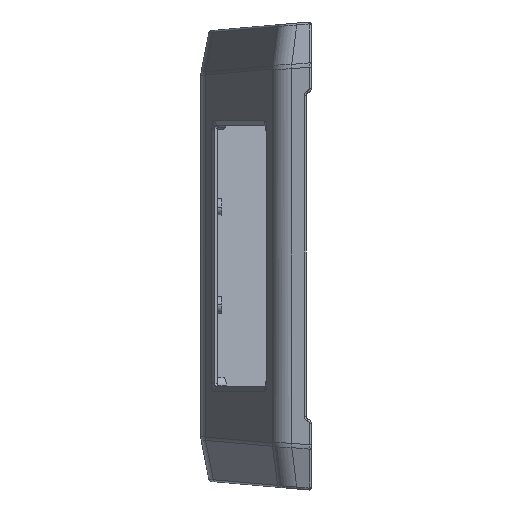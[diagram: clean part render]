
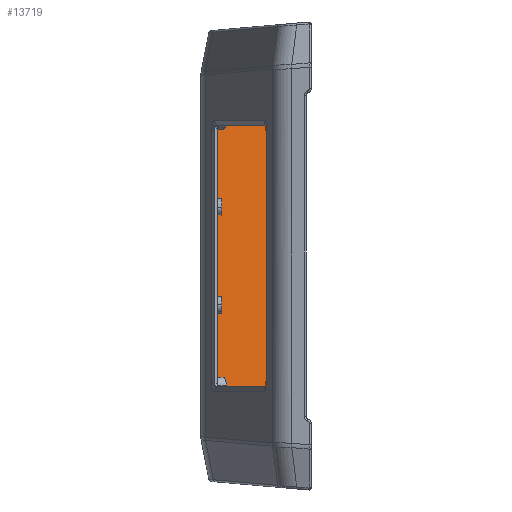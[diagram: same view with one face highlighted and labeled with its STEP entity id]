
A CAD part, left-side view. The second image highlights one B-rep face of the part: STEP entity #13719.
In plain terms, the highlighted planar face has unit normal (-0.985, -0.174, 0).
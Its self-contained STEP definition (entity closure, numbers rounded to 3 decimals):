
#19 = EDGE_CURVE ( 'NONE', #2953, #4755, #7691, .T. ) ;
#51 = CARTESIAN_POINT ( 'NONE',  ( 297.316, 0.826, 100.785 ) ) ;
#109 = EDGE_CURVE ( 'NONE', #6566, #413, #13897, .T. ) ;
#127 = CARTESIAN_POINT ( 'NONE',  ( 297.074, 2.196, 99.291 ) ) ;
#159 = CARTESIAN_POINT ( 'NONE',  ( 297.316, 0.826, -100.785 ) ) ;
#194 = CARTESIAN_POINT ( 'NONE',  ( 295.882, 8.955, -98.7 ) ) ;
#394 = FACE_OUTER_BOUND ( 'NONE', #5544, .T. ) ;
#413 = VERTEX_POINT ( 'NONE', #1455 ) ;
#421 = DIRECTION ( 'NONE',  ( 0., 0., 1. ) ) ;
#527 = CARTESIAN_POINT ( 'NONE',  ( 297.851, -2.212, 112.395 ) ) ;
#666 = VERTEX_POINT ( 'NONE', #9212 ) ;
#774 = VECTOR ( 'NONE', #11231, 1000. ) ;
#940 = ORIENTED_EDGE ( 'NONE', *, *, #19, .T. ) ;
#1004 = LINE ( 'NONE', #4112, #12848 ) ;
#1302 = DIRECTION ( 'NONE',  ( -0.173, 0.981, 0.086 ) ) ;
#1399 = DIRECTION ( 'NONE',  ( 0.174, -0.985, 0. ) ) ;
#1455 = CARTESIAN_POINT ( 'NONE',  ( 297.316, 0.826, 112.129 ) ) ;
#1470 = PLANE ( 'NONE',  #4293 ) ;
#1492 = LINE ( 'NONE', #13477, #10989 ) ;
#1503 = CARTESIAN_POINT ( 'NONE',  ( 294.142, 18.826, -93.763 ) ) ;
#1657 = CARTESIAN_POINT ( 'NONE',  ( 297.316, 0.826, 100.785 ) ) ;
#1684 = VECTOR ( 'NONE', #12228, 1000. ) ;
#1811 = EDGE_CURVE ( 'NONE', #4755, #3323, #10080, .T. ) ;
#2037 = ORIENTED_EDGE ( 'NONE', *, *, #11168, .F. ) ;
#2327 = EDGE_CURVE ( 'NONE', #3323, #14013, #12046, .T. ) ;
#2398 = CARTESIAN_POINT ( 'NONE',  ( 287.715, 55.275, -107.366 ) ) ;
#2399 = CARTESIAN_POINT ( 'NONE',  ( 293.891, 20.251, -110.43 ) ) ;
#2469 = CARTESIAN_POINT ( 'NONE',  ( 294.857, 14.769, -98.191 ) ) ;
#2479 = VERTEX_POINT ( 'NONE', #3180 ) ;
#2506 = DIRECTION ( 'NONE',  ( -0.985, -0.174, 0. ) ) ;
#2541 = CARTESIAN_POINT ( 'NONE',  ( 287.694, 55.395, -107.326 ) ) ;
#2666 = CARTESIAN_POINT ( 'NONE',  ( 295.912, 8.785, 98.714 ) ) ;
#2808 = EDGE_CURVE ( 'NONE', #11460, #5951, #6224, .T. ) ;
#2863 = ORIENTED_EDGE ( 'NONE', *, *, #4922, .F. ) ;
#2909 =( BOUNDED_CURVE ( )  B_SPLINE_CURVE ( 3, ( #6848, #2398, #9075, #2541 ),
 .UNSPECIFIED., .F., .T. ) 
 B_SPLINE_CURVE_WITH_KNOTS ( ( 4, 4 ),
 ( 0.061, 0.147 ),
 .UNSPECIFIED. ) 
 CURVE ( )  GEOMETRIC_REPRESENTATION_ITEM ( )  RATIONAL_B_SPLINE_CURVE ( ( 1., 0.999, 0.999, 1. ) ) 
 REPRESENTATION_ITEM ( '' )  );
#2953 = VERTEX_POINT ( 'NONE', #159 ) ;
#3130 = ORIENTED_EDGE ( 'NONE', *, *, #2327, .T. ) ;
#3157 = ORIENTED_EDGE ( 'NONE', *, *, #8292, .T. ) ;
#3170 = LINE ( 'NONE', #5584, #1684 ) ;
#3180 = CARTESIAN_POINT ( 'NONE',  ( 287.725, 55.217, 107.371 ) ) ;
#3286 =( BOUNDED_CURVE ( )  B_SPLINE_CURVE ( 3, ( #13875, #11496, #8379, #7214 ),
 .UNSPECIFIED., .F., .T. ) 
 B_SPLINE_CURVE_WITH_KNOTS ( ( 4, 4 ),
 ( 0., 1.484 ),
 .UNSPECIFIED. ) 
 CURVE ( )  GEOMETRIC_REPRESENTATION_ITEM ( )  RATIONAL_B_SPLINE_CURVE ( ( 1., 0.825, 0.825, 1. ) ) 
 REPRESENTATION_ITEM ( '' )  );
#3323 = VERTEX_POINT ( 'NONE', #11305 ) ;
#3327 = LINE ( 'NONE', #2399, #11874 ) ;
#3493 = CARTESIAN_POINT ( 'NONE',  ( 297.074, 2.196, 99.291 ) ) ;
#3538 = CARTESIAN_POINT ( 'NONE',  ( 295.912, 8.785, -98.714 ) ) ;
#3684 = CARTESIAN_POINT ( 'NONE',  ( 287.694, 55.395, 107.326 ) ) ;
#3756 = ORIENTED_EDGE ( 'NONE', *, *, #11570, .T. ) ;
#3874 =( BOUNDED_CURVE ( )  B_SPLINE_CURVE ( 3, ( #127, #6828, #11236, #51 ),
 .UNSPECIFIED., .F., .T. ) 
 B_SPLINE_CURVE_WITH_KNOTS ( ( 4, 4 ),
 ( 4.8, 6.283 ),
 .UNSPECIFIED. ) 
 CURVE ( )  GEOMETRIC_REPRESENTATION_ITEM ( )  RATIONAL_B_SPLINE_CURVE ( ( 1., 0.825, 0.825, 1. ) ) 
 REPRESENTATION_ITEM ( '' )  );
#3910 = EDGE_CURVE ( 'NONE', #9755, #666, #3327, .T. ) ;
#3991 = VECTOR ( 'NONE', #5216, 1000. ) ;
#4112 = CARTESIAN_POINT ( 'NONE',  ( 297.044, 2.365, 99.276 ) ) ;
#4293 = AXIS2_PLACEMENT_3D ( 'NONE', #11288, #2506, #1399 ) ;
#4298 = ORIENTED_EDGE ( 'NONE', *, *, #5110, .T. ) ;
#4383 = CARTESIAN_POINT ( 'NONE',  ( 287.694, 55.395, -107.326 ) ) ;
#4648 = VECTOR ( 'NONE', #11442, 1000. ) ;
#4755 = VERTEX_POINT ( 'NONE', #11580 ) ;
#4893 = CARTESIAN_POINT ( 'NONE',  ( 287.705, 55.334, 107.351 ) ) ;
#4922 = EDGE_CURVE ( 'NONE', #5951, #2479, #14286, .T. ) ;
#4973 = EDGE_CURVE ( 'NONE', #8317, #7082, #1004, .T. ) ;
#5110 = EDGE_CURVE ( 'NONE', #7082, #6566, #3874, .T. ) ;
#5210 = CARTESIAN_POINT ( 'NONE',  ( 287.694, 55.395, 133.35 ) ) ;
#5216 = DIRECTION ( 'NONE',  ( 0.173, -0.981, 0.086 ) ) ;
#5377 = CARTESIAN_POINT ( 'NONE',  ( 297.316, 0.826, -100.785 ) ) ;
#5544 = EDGE_LOOP ( 'NONE', ( #5827, #3756, #940, #10963, #3130, #3157, #12955, #12144, #4298, #12790, #2037, #2863, #11351, #8980 ) ) ;
#5584 = CARTESIAN_POINT ( 'NONE',  ( 297.316, 0.826, -100.785 ) ) ;
#5764 = CARTESIAN_POINT ( 'NONE',  ( 294.142, 18.826, -87.756 ) ) ;
#5827 = ORIENTED_EDGE ( 'NONE', *, *, #3910, .F. ) ;
#5951 = VERTEX_POINT ( 'NONE', #11212 ) ;
#6224 = LINE ( 'NONE', #5210, #7228 ) ;
#6531 = CARTESIAN_POINT ( 'NONE',  ( 297.218, 1.38, -99.362 ) ) ;
#6566 = VERTEX_POINT ( 'NONE', #1657 ) ;
#6828 = CARTESIAN_POINT ( 'NONE',  ( 297.218, 1.38, 99.362 ) ) ;
#6848 = CARTESIAN_POINT ( 'NONE',  ( 287.725, 55.217, -107.371 ) ) ;
#7082 = VERTEX_POINT ( 'NONE', #3493 ) ;
#7214 = CARTESIAN_POINT ( 'NONE',  ( 295.912, 8.785, 98.714 ) ) ;
#7228 = VECTOR ( 'NONE', #10836, 1000. ) ;
#7691 =( BOUNDED_CURVE ( )  B_SPLINE_CURVE ( 3, ( #5377, #13106, #6531, #10932 ),
 .UNSPECIFIED., .F., .T. ) 
 B_SPLINE_CURVE_WITH_KNOTS ( ( 4, 4 ),
 ( 3.142, 4.625 ),
 .UNSPECIFIED. ) 
 CURVE ( )  GEOMETRIC_REPRESENTATION_ITEM ( )  RATIONAL_B_SPLINE_CURVE ( ( 1., 0.825, 0.825, 1. ) ) 
 REPRESENTATION_ITEM ( '' )  );
#8292 = EDGE_CURVE ( 'NONE', #14013, #12173, #1492, .T. ) ;
#8315 = LINE ( 'NONE', #527, #3991 ) ;
#8317 = VERTEX_POINT ( 'NONE', #2666 ) ;
#8379 = CARTESIAN_POINT ( 'NONE',  ( 294.857, 14.769, 98.191 ) ) ;
#8980 = ORIENTED_EDGE ( 'NONE', *, *, #13400, .F. ) ;
#9075 = CARTESIAN_POINT ( 'NONE',  ( 287.705, 55.334, -107.351 ) ) ;
#9212 = CARTESIAN_POINT ( 'NONE',  ( 287.725, 55.217, -107.371 ) ) ;
#9289 = CARTESIAN_POINT ( 'NONE',  ( 287.715, 55.275, 107.366 ) ) ;
#9419 = CARTESIAN_POINT ( 'NONE',  ( 294.142, 18.826, 87.756 ) ) ;
#9755 = VERTEX_POINT ( 'NONE', #13320 ) ;
#10080 = LINE ( 'NONE', #194, #774 ) ;
#10836 = DIRECTION ( 'NONE',  ( 0., 0., 1. ) ) ;
#10932 = CARTESIAN_POINT ( 'NONE',  ( 297.074, 2.196, -99.291 ) ) ;
#10963 = ORIENTED_EDGE ( 'NONE', *, *, #1811, .T. ) ;
#10989 = VECTOR ( 'NONE', #421, 1000. ) ;
#11168 = EDGE_CURVE ( 'NONE', #2479, #413, #8315, .T. ) ;
#11212 = CARTESIAN_POINT ( 'NONE',  ( 287.694, 55.395, 107.326 ) ) ;
#11231 = DIRECTION ( 'NONE',  ( -0.173, 0.981, 0.086 ) ) ;
#11236 = CARTESIAN_POINT ( 'NONE',  ( 297.316, 0.826, 99.966 ) ) ;
#11288 = CARTESIAN_POINT ( 'NONE',  ( 297.538, -0.434, 133.35 ) ) ;
#11305 = CARTESIAN_POINT ( 'NONE',  ( 295.912, 8.785, -98.714 ) ) ;
#11351 = ORIENTED_EDGE ( 'NONE', *, *, #2808, .F. ) ;
#11442 = DIRECTION ( 'NONE',  ( 0., 0., 1. ) ) ;
#11460 = VERTEX_POINT ( 'NONE', #4383 ) ;
#11496 = CARTESIAN_POINT ( 'NONE',  ( 294.142, 18.826, 93.763 ) ) ;
#11549 = CARTESIAN_POINT ( 'NONE',  ( 287.725, 55.217, 107.371 ) ) ;
#11570 = EDGE_CURVE ( 'NONE', #9755, #2953, #3170, .T. ) ;
#11580 = CARTESIAN_POINT ( 'NONE',  ( 297.074, 2.196, -99.291 ) ) ;
#11874 = VECTOR ( 'NONE', #1302, 1000. ) ;
#12046 =( BOUNDED_CURVE ( )  B_SPLINE_CURVE ( 3, ( #3538, #2469, #1503, #5764 ),
 .UNSPECIFIED., .F., .T. ) 
 B_SPLINE_CURVE_WITH_KNOTS ( ( 4, 4 ),
 ( 4.8, 6.283 ),
 .UNSPECIFIED. ) 
 CURVE ( )  GEOMETRIC_REPRESENTATION_ITEM ( )  RATIONAL_B_SPLINE_CURVE ( ( 1., 0.825, 0.825, 1. ) ) 
 REPRESENTATION_ITEM ( '' )  );
#12144 = ORIENTED_EDGE ( 'NONE', *, *, #4973, .T. ) ;
#12173 = VERTEX_POINT ( 'NONE', #9419 ) ;
#12228 = DIRECTION ( 'NONE',  ( 0., 0., 1. ) ) ;
#12790 = ORIENTED_EDGE ( 'NONE', *, *, #109, .T. ) ;
#12848 = VECTOR ( 'NONE', #13051, 1000. ) ;
#12955 = ORIENTED_EDGE ( 'NONE', *, *, #14216, .T. ) ;
#13051 = DIRECTION ( 'NONE',  ( 0.173, -0.981, 0.086 ) ) ;
#13106 = CARTESIAN_POINT ( 'NONE',  ( 297.316, 0.826, -99.966 ) ) ;
#13151 = CARTESIAN_POINT ( 'NONE',  ( 294.142, 18.826, -87.756 ) ) ;
#13320 = CARTESIAN_POINT ( 'NONE',  ( 297.316, 0.826, -112.129 ) ) ;
#13400 = EDGE_CURVE ( 'NONE', #666, #11460, #2909, .T. ) ;
#13477 = CARTESIAN_POINT ( 'NONE',  ( 294.142, 18.826, 87.756 ) ) ;
#13602 = CARTESIAN_POINT ( 'NONE',  ( 297.316, 0.826, 112.201 ) ) ;
#13719 = ADVANCED_FACE ( 'NONE', ( #394 ), #1470, .T. ) ;
#13875 = CARTESIAN_POINT ( 'NONE',  ( 294.142, 18.826, 87.756 ) ) ;
#13897 = LINE ( 'NONE', #13602, #4648 ) ;
#14013 = VERTEX_POINT ( 'NONE', #13151 ) ;
#14216 = EDGE_CURVE ( 'NONE', #12173, #8317, #3286, .T. ) ;
#14286 =( BOUNDED_CURVE ( )  B_SPLINE_CURVE ( 3, ( #3684, #4893, #9289, #11549 ),
 .UNSPECIFIED., .F., .T. ) 
 B_SPLINE_CURVE_WITH_KNOTS ( ( 4, 4 ),
 ( 2.994, 3.081 ),
 .UNSPECIFIED. ) 
 CURVE ( )  GEOMETRIC_REPRESENTATION_ITEM ( )  RATIONAL_B_SPLINE_CURVE ( ( 1., 0.999, 0.999, 1. ) ) 
 REPRESENTATION_ITEM ( '' )  );
